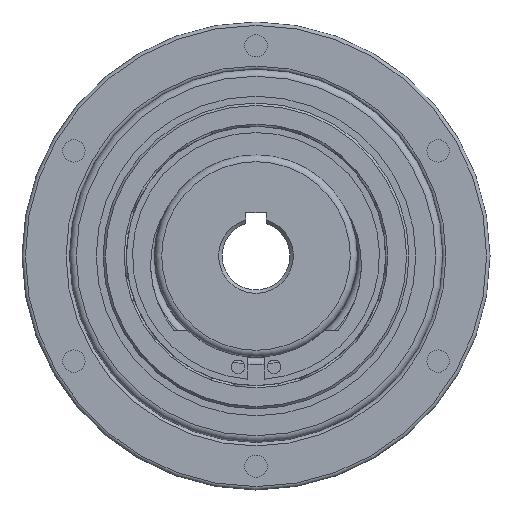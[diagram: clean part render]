
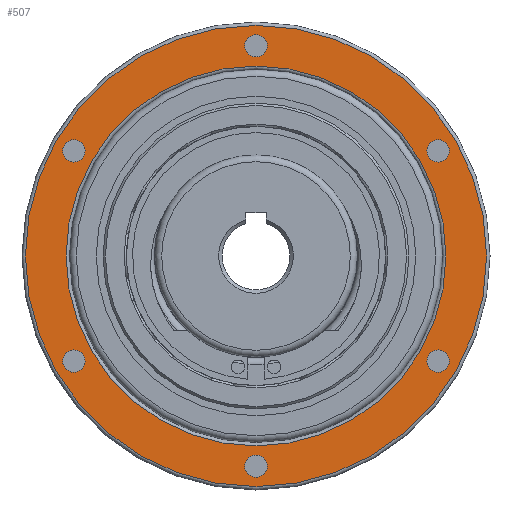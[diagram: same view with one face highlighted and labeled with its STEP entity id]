
A CAD part, left-side view. The second image highlights one B-rep face of the part: STEP entity #507.
In plain terms, the highlighted planar face has unit normal (-1, 0, 0).
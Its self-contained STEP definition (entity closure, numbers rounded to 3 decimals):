
#507 = ADVANCED_FACE( '', ( #1111, #1112, #1113, #1114, #1115, #1116, #1117, #1118 ), #1119, .F. );
#1111 = FACE_OUTER_BOUND( '', #1721, .T. );
#1112 = FACE_BOUND( '', #1722, .T. );
#1113 = FACE_BOUND( '', #1723, .T. );
#1114 = FACE_BOUND( '', #1724, .T. );
#1115 = FACE_BOUND( '', #1725, .T. );
#1116 = FACE_BOUND( '', #1726, .T. );
#1117 = FACE_BOUND( '', #1727, .T. );
#1118 = FACE_BOUND( '', #1728, .T. );
#1119 = PLANE( '', #1729 );
#1721 = EDGE_LOOP( '', ( #3124 ) );
#1722 = EDGE_LOOP( '', ( #3125 ) );
#1723 = EDGE_LOOP( '', ( #3126 ) );
#1724 = EDGE_LOOP( '', ( #3127 ) );
#1725 = EDGE_LOOP( '', ( #3128 ) );
#1726 = EDGE_LOOP( '', ( #3129 ) );
#1727 = EDGE_LOOP( '', ( #3130 ) );
#1728 = EDGE_LOOP( '', ( #3131 ) );
#1729 = AXIS2_PLACEMENT_3D( '', #3132, #3133, #3134 );
#3124 = ORIENTED_EDGE( '', *, *, #3498, .T. );
#3125 = ORIENTED_EDGE( '', *, *, #3260, .T. );
#3126 = ORIENTED_EDGE( '', *, *, #3494, .T. );
#3127 = ORIENTED_EDGE( '', *, *, #3475, .T. );
#3128 = ORIENTED_EDGE( '', *, *, #3579, .T. );
#3129 = ORIENTED_EDGE( '', *, *, #3467, .T. );
#3130 = ORIENTED_EDGE( '', *, *, #3236, .T. );
#3131 = ORIENTED_EDGE( '', *, *, #3191, .T. );
#3132 = CARTESIAN_POINT( '', ( 4.5, 0., 34.5 ) );
#3133 = DIRECTION( '', ( 1., 0., 0. ) );
#3134 = DIRECTION( '', ( 0., 1., 0. ) );
#3191 = EDGE_CURVE( '', #3753, #3753, #3754, .T. );
#3236 = EDGE_CURVE( '', #3829, #3829, #3830, .T. );
#3260 = EDGE_CURVE( '', #3871, #3871, #3872, .T. );
#3467 = EDGE_CURVE( '', #4209, #4209, #4210, .T. );
#3475 = EDGE_CURVE( '', #4222, #4222, #4223, .T. );
#3494 = EDGE_CURVE( '', #4252, #4252, #4253, .T. );
#3498 = EDGE_CURVE( '', #4259, #4259, #4260, .T. );
#3579 = EDGE_CURVE( '', #4375, #4375, #4376, .T. );
#3753 = VERTEX_POINT( '', #4579 );
#3754 = CIRCLE( '', #4580, 1.65 );
#3829 = VERTEX_POINT( '', #4765 );
#3830 = CIRCLE( '', #4766, 1.65 );
#3871 = VERTEX_POINT( '', #4910 );
#3872 = CIRCLE( '', #4911, 28. );
#4209 = VERTEX_POINT( '', #5794 );
#4210 = CIRCLE( '', #5795, 1.65 );
#4222 = VERTEX_POINT( '', #5807 );
#4223 = CIRCLE( '', #5808, 1.65 );
#4252 = VERTEX_POINT( '', #5886 );
#4253 = CIRCLE( '', #5887, 1.65 );
#4259 = VERTEX_POINT( '', #5893 );
#4260 = CIRCLE( '', #5894, 34. );
#4375 = VERTEX_POINT( '', #6238 );
#4376 = CIRCLE( '', #6239, 1.65 );
#4579 = CARTESIAN_POINT( '', ( 4.5, 0., 29.35 ) );
#4580 = AXIS2_PLACEMENT_3D( '', #6880, #6881, #6882 );
#4765 = CARTESIAN_POINT( '', ( 4.5, 26.847, 13.85 ) );
#4766 = AXIS2_PLACEMENT_3D( '', #6937, #6938, #6939 );
#4910 = CARTESIAN_POINT( '', ( 4.5, 0., -28. ) );
#4911 = AXIS2_PLACEMENT_3D( '', #6960, #6961, #6962 );
#5794 = CARTESIAN_POINT( '', ( 4.5, 26.847, -17.15 ) );
#5795 = AXIS2_PLACEMENT_3D( '', #7248, #7249, #7250 );
#5807 = CARTESIAN_POINT( '', ( 4.5, -26.847, -17.15 ) );
#5808 = AXIS2_PLACEMENT_3D( '', #7263, #7264, #7265 );
#5886 = CARTESIAN_POINT( '', ( 4.5, -26.847, 13.85 ) );
#5887 = AXIS2_PLACEMENT_3D( '', #7285, #7286, #7287 );
#5893 = CARTESIAN_POINT( '', ( 4.5, 0., -34. ) );
#5894 = AXIS2_PLACEMENT_3D( '', #7294, #7295, #7296 );
#6238 = CARTESIAN_POINT( '', ( 4.5, 0., -32.65 ) );
#6239 = AXIS2_PLACEMENT_3D( '', #7404, #7405, #7406 );
#6880 = CARTESIAN_POINT( '', ( 4.5, 0., 31. ) );
#6881 = DIRECTION( '', ( 1., 0., 0. ) );
#6882 = DIRECTION( '', ( 0., 0., -1. ) );
#6937 = CARTESIAN_POINT( '', ( 4.5, 26.847, 15.5 ) );
#6938 = DIRECTION( '', ( 1., 0., 0. ) );
#6939 = DIRECTION( '', ( 0., 0., -1. ) );
#6960 = CARTESIAN_POINT( '', ( 4.5, 0., 0. ) );
#6961 = DIRECTION( '', ( 1., 0., 0. ) );
#6962 = DIRECTION( '', ( 0., 0., -1. ) );
#7248 = CARTESIAN_POINT( '', ( 4.5, 26.847, -15.5 ) );
#7249 = DIRECTION( '', ( 1., 0., 0. ) );
#7250 = DIRECTION( '', ( 0., 0., -1. ) );
#7263 = CARTESIAN_POINT( '', ( 4.5, -26.847, -15.5 ) );
#7264 = DIRECTION( '', ( 1., 0., 0. ) );
#7265 = DIRECTION( '', ( 0., 0., -1. ) );
#7285 = CARTESIAN_POINT( '', ( 4.5, -26.847, 15.5 ) );
#7286 = DIRECTION( '', ( 1., 0., 0. ) );
#7287 = DIRECTION( '', ( 0., 0., -1. ) );
#7294 = CARTESIAN_POINT( '', ( 4.5, 0., 0. ) );
#7295 = DIRECTION( '', ( -1., 0., 0. ) );
#7296 = DIRECTION( '', ( 0., 0., -1. ) );
#7404 = CARTESIAN_POINT( '', ( 4.5, 0., -31. ) );
#7405 = DIRECTION( '', ( 1., 0., 0. ) );
#7406 = DIRECTION( '', ( 0., 0., -1. ) );
